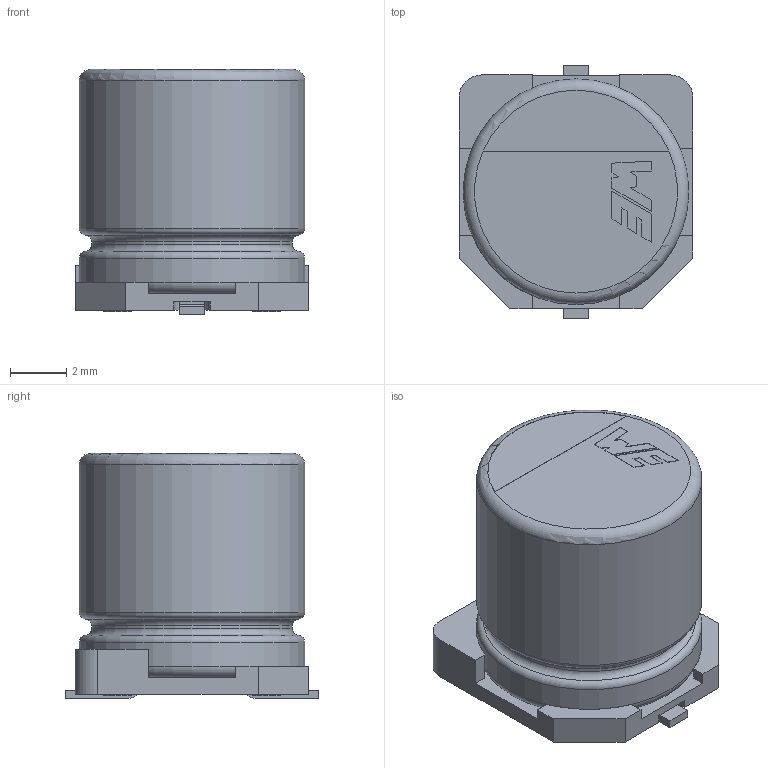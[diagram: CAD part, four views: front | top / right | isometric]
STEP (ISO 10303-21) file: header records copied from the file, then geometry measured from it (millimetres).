
FILE_DESCRIPTION(/* description */ (''),/* implementation_level */ '2;1');
FILE_NAME(/* name */ 'Wurth_WCAP-PSHP.step',/* time_stamp */ '2021-01-15T17:20:41+00:00',/* author */ (''),/* organization */ (''),/* preprocessor_version */ 'ST-DEVELOPER v18.1',/* originating_system */ 'Autodesk Translation Framework v9.7.1.1290',/* authorisation */ '');
FILE_SCHEMA (('AUTOMOTIVE_DESIGN { 1 0 10303 214 3 1 1 }'));
Length unit declared in the file: millimetre
Products named in the file (3): Wurth_WCAP-PSHP; Base_Φ8Capacitor; capicitor_8x8.7x3.1
Assembly tree (2 placements, depth 2):
  Wurth_WCAP-PSHP
    Base_Φ8Capacitor
    capicitor_8x8.7x3.1
Bounding box: 8.3 x 9 x 8.7 mm (x, y, z)
Volume: 433.1 mm3; surface area: 508.7 mm2
Topology: 2 solids, 2 shells, 137 faces, 344 edges, 227 vertices
Faces by surface type: plane 91, cylinder 39, torus 7
Full cylindrical faces by diameter (mm): 1 x7, 1.16 x1, 1.2 x2, 1.96 x1, 2.12 x1, 2.92 x1, 3.08 x1, 5.6 x1, 7.12 x1, 8 x2
Entity records: 4364 total; most frequent: DIRECTION 739, CARTESIAN_POINT 713, ORIENTED_EDGE 688, EDGE_CURVE 344, AXIS2_PLACEMENT_3D 253, LINE 233, VECTOR 233, VERTEX_POINT 227
